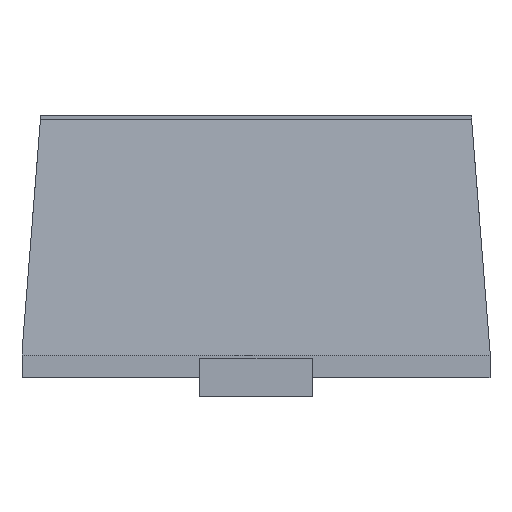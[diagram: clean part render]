
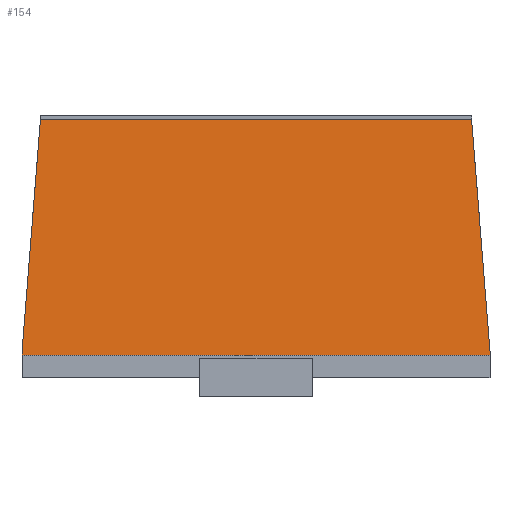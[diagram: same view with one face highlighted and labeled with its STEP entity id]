
A CAD part, left-side view. The second image highlights one B-rep face of the part: STEP entity #154.
In plain terms, the highlighted planar face has unit normal (-0.997, 0, 0.079).
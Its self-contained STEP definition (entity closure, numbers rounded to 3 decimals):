
#50 = VERTEX_POINT('',#51);
#51 = CARTESIAN_POINT('',(-0.85,0.625,0.06));
#98 = VERTEX_POINT('',#99);
#99 = CARTESIAN_POINT('',(-0.85,-0.625,0.06));
#105 = EDGE_CURVE('',#98,#50,#106,.T.);
#106 = LINE('',#107,#108);
#107 = CARTESIAN_POINT('',(-0.85,-0.576,0.06));
#108 = VECTOR('',#109,1.);
#109 = DIRECTION('',(0.,1.,0.));
#120 = VERTEX_POINT('',#121);
#121 = CARTESIAN_POINT('',(-0.849,0.625,0.07));
#144 = EDGE_CURVE('',#50,#120,#145,.T.);
#145 = LINE('',#146,#147);
#146 = CARTESIAN_POINT('',(-0.84,0.625,0.188));
#147 = VECTOR('',#148,1.);
#148 = DIRECTION('',(0.079,0.,0.997));
#154 = ADVANCED_FACE('',(#155),#189,.T.);
#155 = FACE_BOUND('',#156,.F.);
#156 = EDGE_LOOP('',(#157,#165,#166,#167,#175,#183));
#157 = ORIENTED_EDGE('',*,*,#158,.F.);
#158 = EDGE_CURVE('',#98,#159,#161,.T.);
#159 = VERTEX_POINT('',#160);
#160 = CARTESIAN_POINT('',(-0.849,-0.625,0.07));
#161 = LINE('',#162,#163);
#162 = CARTESIAN_POINT('',(-0.835,-0.625,0.255));
#163 = VECTOR('',#164,1.);
#164 = DIRECTION('',(0.079,0.,0.997));
#165 = ORIENTED_EDGE('',*,*,#105,.T.);
#166 = ORIENTED_EDGE('',*,*,#144,.T.);
#167 = ORIENTED_EDGE('',*,*,#168,.T.);
#168 = EDGE_CURVE('',#120,#169,#171,.T.);
#169 = VERTEX_POINT('',#170);
#170 = CARTESIAN_POINT('',(-0.8,0.576,0.69));
#171 = LINE('',#172,#173);
#172 = CARTESIAN_POINT('',(-0.82,0.596,0.437)
  );
#173 = VECTOR('',#174,1.);
#174 = DIRECTION('',(0.079,-0.079,
    0.994));
#175 = ORIENTED_EDGE('',*,*,#176,.F.);
#176 = EDGE_CURVE('',#177,#169,#179,.T.);
#177 = VERTEX_POINT('',#178);
#178 = CARTESIAN_POINT('',(-0.8,-0.576,0.69));
#179 = LINE('',#180,#181);
#180 = CARTESIAN_POINT('',(-0.8,-0.576,0.69));
#181 = VECTOR('',#182,1.);
#182 = DIRECTION('',(0.,1.,0.));
#183 = ORIENTED_EDGE('',*,*,#184,.F.);
#184 = EDGE_CURVE('',#159,#177,#185,.T.);
#185 = LINE('',#186,#187);
#186 = CARTESIAN_POINT('',(-0.819,-0.595,
    0.447));
#187 = VECTOR('',#188,1.);
#188 = DIRECTION('',(0.079,0.079,
    0.994));
#189 = PLANE('',#190);
#190 = AXIS2_PLACEMENT_3D('',#191,#192,#193);
#191 = CARTESIAN_POINT('',(-0.825,-0.576,0.375));
#192 = DIRECTION('',(-0.997,0.,0.079));
#193 = DIRECTION('',(-0.,-1.,-0.));
